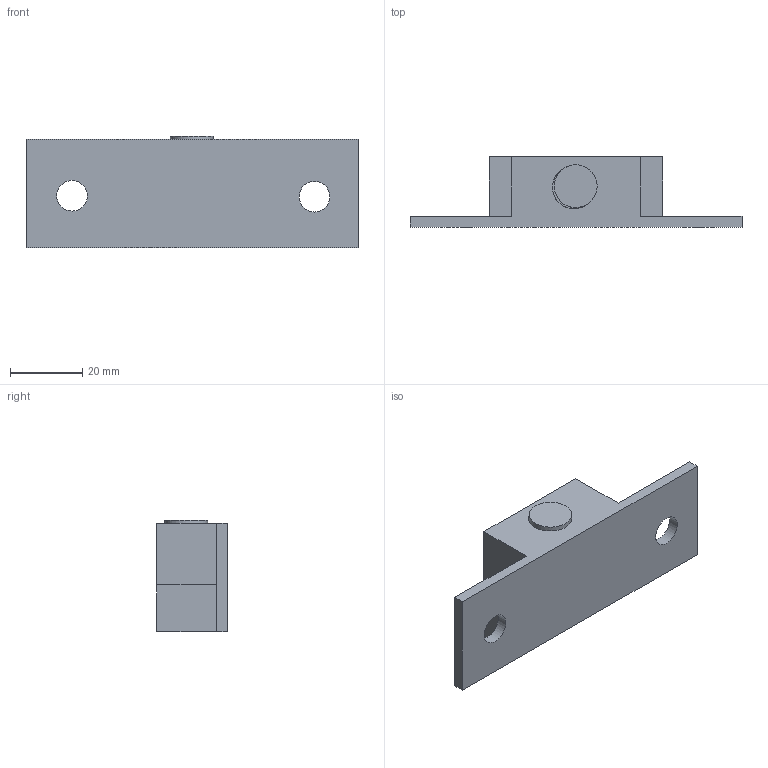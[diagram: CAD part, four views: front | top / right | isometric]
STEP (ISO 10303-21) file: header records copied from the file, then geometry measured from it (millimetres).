
FILE_DESCRIPTION(/* description */ (''),/* implementation_level */ '2;1');
FILE_NAME(/* name */ 'sw1 v4.step',/* time_stamp */ '2021-08-22T03:26:46+09:00',/* author */ (''),/* organization */ (''),/* preprocessor_version */ 'ST-DEVELOPER v18.1',/* originating_system */ 'Autodesk Translation Framework v10.9.0.1377',/* authorisation */ '');
FILE_SCHEMA (('AUTOMOTIVE_DESIGN { 1 0 10303 214 3 1 1 }'));
Length unit declared in the file: millimetre
Products named in the file (1): sw1
Bounding box: 92 x 19.6 x 30.9 mm (x, y, z)
Volume: 21882.8 mm3; surface area: 14303.6 mm2
Topology: 4 solids, 4 shells, 47 faces, 114 edges, 76 vertices
Faces by surface type: plane 42, cylinder 4, cone 1
Full cylindrical faces by diameter (mm): 8.5 x2, 11.88 x1, 12 x1
Entity records: 1406 total; most frequent: CARTESIAN_POINT 240, ORIENTED_EDGE 228, DIRECTION 219, EDGE_CURVE 114, LINE 103, VECTOR 103, VERTEX_POINT 76, AXIS2_PLACEMENT_3D 58
